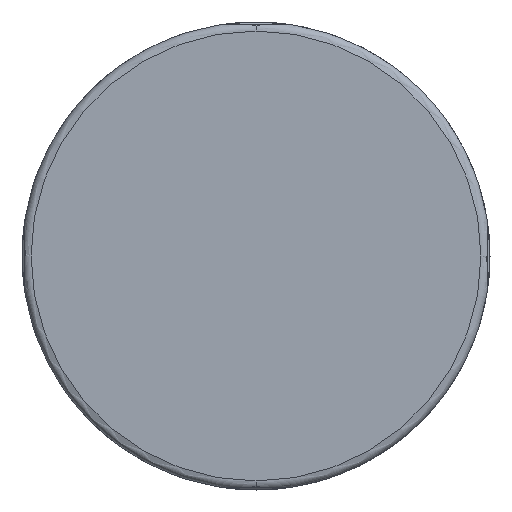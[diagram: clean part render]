
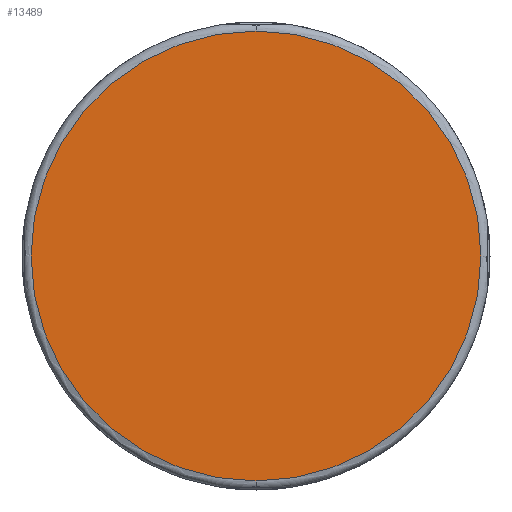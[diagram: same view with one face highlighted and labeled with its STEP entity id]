
A CAD part, front view. The second image highlights one B-rep face of the part: STEP entity #13489.
In plain terms, the highlighted planar face has unit normal (0, -1, 0).
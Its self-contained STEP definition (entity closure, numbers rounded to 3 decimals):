
#478 = DIRECTION ( 'NONE',  ( 0., 0., 1. ) ) ;
#1476 = VERTEX_POINT ( 'NONE', #13238 ) ;
#2124 = CARTESIAN_POINT ( 'NONE',  ( 0., 0., 0. ) ) ;
#3071 = EDGE_CURVE ( 'NONE', #1476, #4553, #31863, .T. ) ;
#4553 = VERTEX_POINT ( 'NONE', #30521 ) ;
#4750 = EDGE_CURVE ( 'NONE', #4553, #1476, #28306, .T. ) ;
#7978 = CARTESIAN_POINT ( 'NONE',  ( 0., 0., 0. ) ) ;
#10366 = DIRECTION ( 'NONE',  ( 1., 0., 0. ) ) ;
#10426 = AXIS2_PLACEMENT_3D ( 'NONE', #26599, #34472, #10366 ) ;
#12398 = ORIENTED_EDGE ( 'NONE', *, *, #4750, .T. ) ;
#13238 = CARTESIAN_POINT ( 'NONE',  ( 0., 0., 497.5 ) ) ;
#13254 = AXIS2_PLACEMENT_3D ( 'NONE', #7978, #28913, #478 ) ;
#13489 = ADVANCED_FACE ( 'NONE', ( #23468 ), #15610, .F. ) ;
#15150 = AXIS2_PLACEMENT_3D ( 'NONE', #2124, #28468, #23235 ) ;
#15610 = PLANE ( 'NONE',  #10426 ) ;
#16083 = ORIENTED_EDGE ( 'NONE', *, *, #3071, .T. ) ;
#23235 = DIRECTION ( 'NONE',  ( 0., 0., 1. ) ) ;
#23468 = FACE_OUTER_BOUND ( 'NONE', #33418, .T. ) ;
#26599 = CARTESIAN_POINT ( 'NONE',  ( 0., 0., 0. ) ) ;
#28306 = CIRCLE ( 'NONE', #13254, 497.5 ) ;
#28468 = DIRECTION ( 'NONE',  ( 0., -1., 0. ) ) ;
#28913 = DIRECTION ( 'NONE',  ( 0., -1., 0. ) ) ;
#30521 = CARTESIAN_POINT ( 'NONE',  ( 0., 0., -497.5 ) ) ;
#31863 = CIRCLE ( 'NONE', #15150, 497.5 ) ;
#33418 = EDGE_LOOP ( 'NONE', ( #16083, #12398 ) ) ;
#34472 = DIRECTION ( 'NONE',  ( 0., 1., 0. ) ) ;
